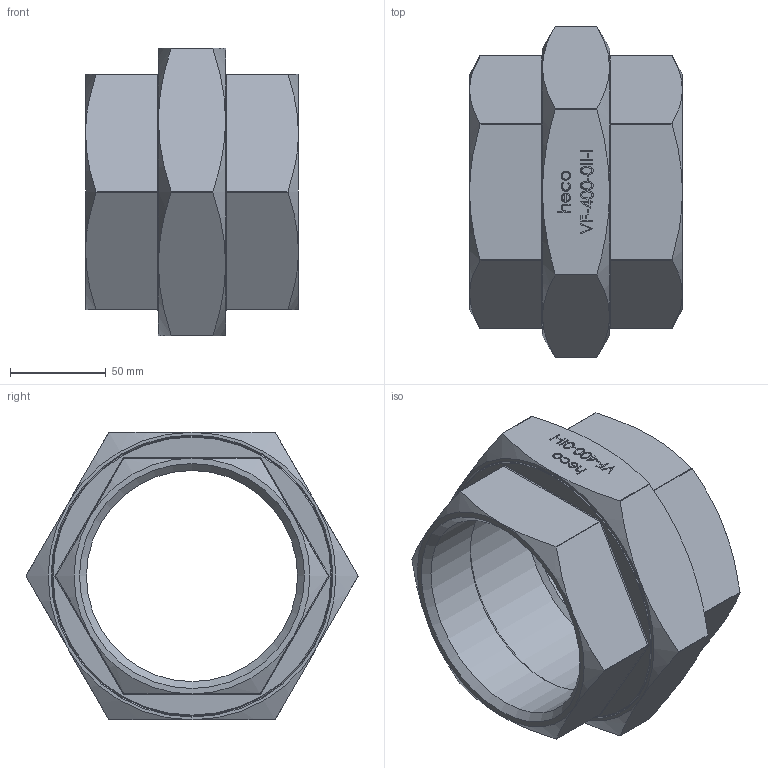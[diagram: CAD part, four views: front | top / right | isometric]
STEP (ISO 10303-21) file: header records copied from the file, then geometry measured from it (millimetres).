
FILE_DESCRIPTION (( 'STEP AP214' ), '1' );
FILE_NAME ('heco_VF-400-0II-I.STEP', '2016-07-07T11:40:15', ( '' ), ( '' ), 'SwSTEP 2.0', 'SolidWorks 2011', '' );
FILE_SCHEMA (( 'AUTOMOTIVE_DESIGN' ));
Length unit declared in the file: millimetre
Products named in the file (1): heco_VF-400-0II-I
Bounding box: 111 x 173.11 x 150.05 mm (x, y, z)
Volume: 566051.2 mm3; surface area: 106419.9 mm2
Topology: 1 solids, 1 shells, 255 faces, 624 edges, 387 vertices
Faces by surface type: plane 115, bspline 74, cylinder 36, cone 30
Full cylindrical faces by diameter (mm): 110.072 x2, 115.2 x1, 144 x1, 145.4 x1, 146 x1
Entity records: 12979 total; most frequent: CARTESIAN_POINT 6197, ORIENTED_EDGE 1192, DIRECTION 769, EDGE_CURVE 596, VERTEX_POINT 383, VECTOR 323, LINE 323, EDGE_LOOP 297
